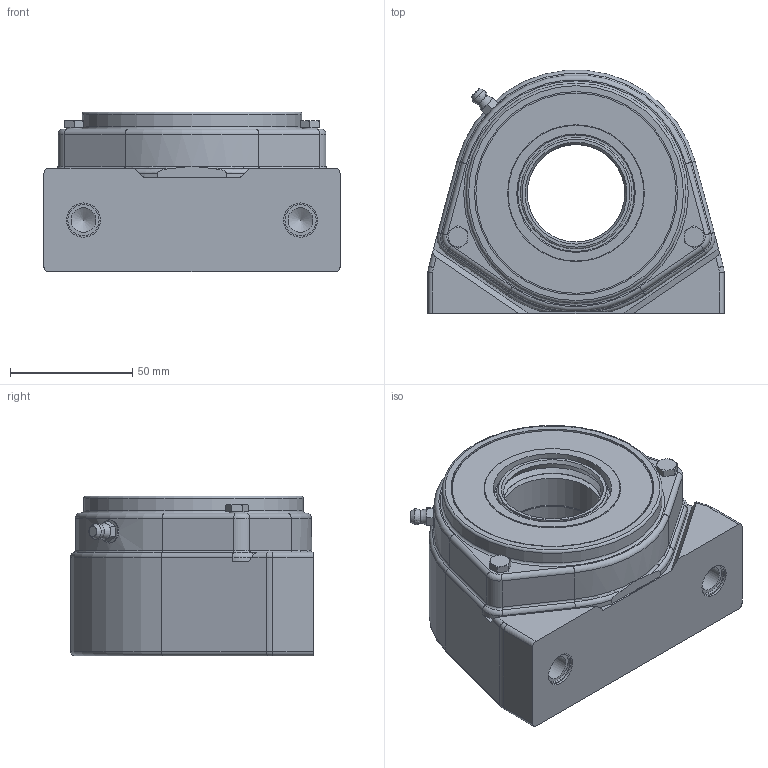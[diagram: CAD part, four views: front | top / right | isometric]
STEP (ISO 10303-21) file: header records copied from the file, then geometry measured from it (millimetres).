
FILE_DESCRIPTION(/* description */ (''),/* implementation_level */ '2;1');
FILE_NAME(/* name */ 'NG40S21.stp',/* time_stamp */ '2015-10-30T14:12:14+01:00',/* author */ ('fje'),/* organization */ (''),/* preprocessor_version */ 'ST-DEVELOPER v15.2',/* originating_system */ 'Autodesk Inventor 2014',/* authorisation */ '');
FILE_SCHEMA (('AUTOMOTIVE_DESIGN { 1 0 10303 214 3 1 1 }'));
Length unit declared in the file: millimetre
Products named in the file (1): Part101
Bounding box: 121.28 x 99.51 x 65.5 mm (x, y, z)
Volume: 381186 mm3; surface area: 114012.1 mm2
Topology: 6 solids, 15 shells, 473 faces, 1167 edges, 731 vertices
Faces by surface type: cylinder 168, plane 166, cone 73, torus 61, sphere 5
Full cylindrical faces by diameter (mm): 2.4 x2, 3 x4, 4.567 x2, 5 x2, 5.5 x2, 6 x2, 6.5 x4, 6.7 x2, 9 x1, 10.106 x2, 12.8 x2, 14 x2, 40 x2, 44.2 x2, 48.5 x2, 49.4 x2, 51 x1, 52 x3, 53.21 x2, 55.6 x1, 55.75 x1, 56 x1, 58 x1, 68.45 x1, 70.99 x4, 82 x2, 83.2 x1, 88 x2, 90 x1
Entity records: 14341 total; most frequent: CARTESIAN_POINT 3289, DIRECTION 2300, ORIENTED_EDGE 2090, EDGE_CURVE 1016, AXIS2_PLACEMENT_3D 973, VERTEX_POINT 689, EDGE_LOOP 640, CIRCLE 494
